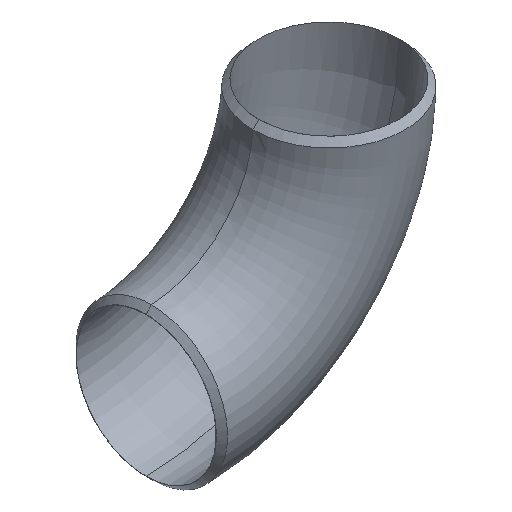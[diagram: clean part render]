
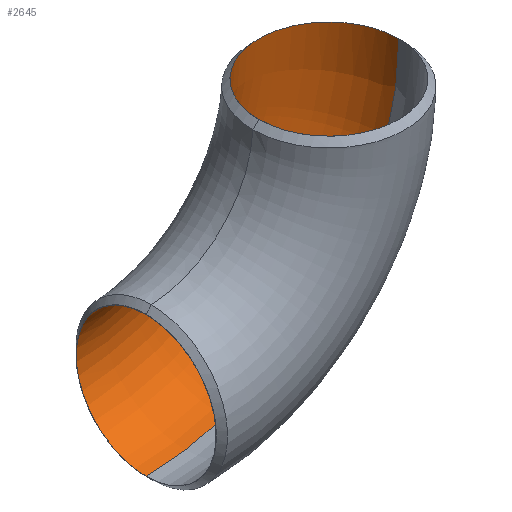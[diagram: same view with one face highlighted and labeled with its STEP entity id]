
A CAD part, isometric view. The second image highlights one B-rep face of the part: STEP entity #2645.
In plain terms, the highlighted toroidal (fillet/blend) face has major radius 95.3 mm and minor radius 36.5 mm.
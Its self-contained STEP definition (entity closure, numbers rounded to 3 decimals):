
#11 = CARTESIAN_POINT ( 'NONE',  ( 130.9, 8.311, -0.086 ) ) ;
#29 = CARTESIAN_POINT ( 'NONE',  ( 120.722, 26.235, -0.076 ) ) ;
#63 = CARTESIAN_POINT ( 'NONE',  ( 93.207, 36.44, -0.039 ) ) ;
#89 = FACE_OUTER_BOUND ( 'NONE', #1657, .T. ) ;
#124 = EDGE_CURVE ( 'NONE', #3295, #2155, #3358, .T. ) ;
#136 = B_SPLINE_CURVE_WITH_KNOTS ( 'NONE', 3,
 ( #3265, #2217, #2179, #11, #2757, #3300, #1665, #1612, #3017, #2161, #811, #29, #1047, #270, #2434, #1323, #1905, #1937, #772, #1358, #287, #3537, #544, #1647, #2967, #1869, #3032, #2471, #1340, #3519, #2740, #1376, #304, #575, #3049, #3333, #2555, #3389, #2819, #2537, #1707, #935, #315, #2033, #63, #3319, #1463, #1425, #648, #2265, #2012, #3107 ),
 .UNSPECIFIED., .F., .F.,
 ( 4, 2, 2, 2, 2, 2, 2, 2, 2, 2, 1, 1, 1, 1, 1, 1, 2, 2, 2, 2, 2, 2, 2, 1, 1, 1, 1, 2, 2, 2, 4 ),
 ( 0.5, 0.531, 0.563, 0.594, 0.625, 0.656, 0.688, 0.719, 0.734, 0.742, 0.746, 0.748, 0.749, 0.75, 0.75, 0.75, 0.75, 0.75, 0.781, 0.813, 0.844, 0.859, 0.867, 0.871, 0.873, 0.874, 0.875, 0.875, 0.875, 0.938, 1. ),
 .UNSPECIFIED. ) ;
#159 = CIRCLE ( 'NONE', #1242, 36.5 ) ;
#270 = CARTESIAN_POINT ( 'NONE',  ( 117.51, 28.998, -0.072 ) ) ;
#284 = EDGE_CURVE ( 'NONE', #701, #804, #1983, .T. ) ;
#287 = CARTESIAN_POINT ( 'NONE',  ( 112.743, 32.063, -0.067 ) ) ;
#304 = CARTESIAN_POINT ( 'NONE',  ( 104.001, 35.486, -0.056 ) ) ;
#315 = CARTESIAN_POINT ( 'NONE',  ( 93.319, 36.446, -0.039 ) ) ;
#323 = EDGE_CURVE ( 'NONE', #2428, #2155, #1183, .T. ) ;
#544 = CARTESIAN_POINT ( 'NONE',  ( 112.414, 32.239, -0.067 ) ) ;
#575 = CARTESIAN_POINT ( 'NONE',  ( 100.759, 36.127, -0.051 ) ) ;
#599 = AXIS2_PLACEMENT_3D ( 'NONE', #2830, #1736, #676 ) ;
#648 = CARTESIAN_POINT ( 'NONE',  ( 86.466, 35.569, -0.027 ) ) ;
#676 = DIRECTION ( 'NONE',  ( 0., 0., -1. ) ) ;
#701 = VERTEX_POINT ( 'NONE', #2123 ) ;
#772 = CARTESIAN_POINT ( 'NONE',  ( 113.313, 31.747, -0.068 ) ) ;
#800 = CARTESIAN_POINT ( 'NONE',  ( 74.626, 30.08, 0. ) ) ;
#804 = VERTEX_POINT ( 'NONE', #2900 ) ;
#811 = CARTESIAN_POINT ( 'NONE',  ( 122.817, 24.028, -0.078 ) ) ;
#935 = CARTESIAN_POINT ( 'NONE',  ( 93.476, 36.455, -0.039 ) ) ;
#1047 = CARTESIAN_POINT ( 'NONE',  ( 119.652, 27.225, -0.075 ) ) ;
#1077 = CARTESIAN_POINT ( 'NONE',  ( 95.3, 0., 0. ) ) ;
#1136 = CARTESIAN_POINT ( 'NONE',  ( 0., 0., -58.8 ) ) ;
#1183 = CIRCLE ( 'NONE', #2453, 58.8 ) ;
#1223 = CARTESIAN_POINT ( 'NONE',  ( 0., 0., 0. ) ) ;
#1242 = AXIS2_PLACEMENT_3D ( 'NONE', #3118, #2297, #3379 ) ;
#1291 = DIRECTION ( 'NONE',  ( 0., 0., -1. ) ) ;
#1323 = CARTESIAN_POINT ( 'NONE',  ( 114.862, 30.822, -0.069 ) ) ;
#1340 = CARTESIAN_POINT ( 'NONE',  ( 112.307, 32.295, -0.066 ) ) ;
#1357 = AXIS2_PLACEMENT_3D ( 'NONE', #1077, #1624, #3222 ) ;
#1358 = CARTESIAN_POINT ( 'NONE',  ( 112.933, 31.959, -0.067 ) ) ;
#1376 = CARTESIAN_POINT ( 'NONE',  ( 105.654, 35.045, -0.058 ) ) ;
#1425 = CARTESIAN_POINT ( 'NONE',  ( 89.778, 36.239, -0.033 ) ) ;
#1463 = CARTESIAN_POINT ( 'NONE',  ( 93.175, 36.438, -0.039 ) ) ;
#1612 = CARTESIAN_POINT ( 'NONE',  ( 126.705, 18.686, -0.082 ) ) ;
#1624 = DIRECTION ( 'NONE',  ( 0., 0., 1. ) ) ;
#1647 = CARTESIAN_POINT ( 'NONE',  ( 112.359, 32.268, -0.066 ) ) ;
#1657 = EDGE_LOOP ( 'NONE', ( #2118, #3259, #2699, #1882, #2962 ) ) ;
#1665 = CARTESIAN_POINT ( 'NONE',  ( 128.376, 15.536, -0.084 ) ) ;
#1707 = CARTESIAN_POINT ( 'NONE',  ( 93.792, 36.47, -0.04 ) ) ;
#1736 = DIRECTION ( 'NONE',  ( 0., -1., 0. ) ) ;
#1783 = CARTESIAN_POINT ( 'NONE',  ( 0., 0., 0. ) ) ;
#1869 = CARTESIAN_POINT ( 'NONE',  ( 112.318, 32.29, -0.066 ) ) ;
#1882 = ORIENTED_EDGE ( 'NONE', *, *, #124, .T. ) ;
#1905 = CARTESIAN_POINT ( 'NONE',  ( 114.34, 31.146, -0.069 ) ) ;
#1937 = CARTESIAN_POINT ( 'NONE',  ( 113.569, 31.601, -0.068 ) ) ;
#1983 = CIRCLE ( 'NONE', #2268, 131.8 ) ;
#2012 = CARTESIAN_POINT ( 'NONE',  ( 77.283, 31.906, -0.007 ) ) ;
#2033 = CARTESIAN_POINT ( 'NONE',  ( 93.24, 36.442, -0.039 ) ) ;
#2044 = DIRECTION ( 'NONE',  ( 0., -1., 0. ) ) ;
#2060 = DIRECTION ( 'NONE',  ( 0., -1., 0. ) ) ;
#2118 = ORIENTED_EDGE ( 'NONE', *, *, #2601, .F. ) ;
#2123 = CARTESIAN_POINT ( 'NONE',  ( 0., 0., -131.8 ) ) ;
#2134 = EDGE_CURVE ( 'NONE', #804, #3295, #136, .T. ) ;
#2155 = VERTEX_POINT ( 'NONE', #3127 ) ;
#2161 = CARTESIAN_POINT ( 'NONE',  ( 123.841, 22.812, -0.079 ) ) ;
#2179 = CARTESIAN_POINT ( 'NONE',  ( 131.605, 4.284, -0.087 ) ) ;
#2217 = CARTESIAN_POINT ( 'NONE',  ( 131.8, 2.175, -0.087 ) ) ;
#2265 = CARTESIAN_POINT ( 'NONE',  ( 80.218, 33.402, -0.014 ) ) ;
#2268 = AXIS2_PLACEMENT_3D ( 'NONE', #1223, #2044, #1291 ) ;
#2297 = DIRECTION ( 'NONE',  ( 1., 0., 0. ) ) ;
#2428 = VERTEX_POINT ( 'NONE', #1136 ) ;
#2434 = CARTESIAN_POINT ( 'NONE',  ( 116.439, 29.782, -0.071 ) ) ;
#2453 = AXIS2_PLACEMENT_3D ( 'NONE', #1783, #2060, #3188 ) ;
#2471 = CARTESIAN_POINT ( 'NONE',  ( 112.308, 32.295, -0.066 ) ) ;
#2537 = CARTESIAN_POINT ( 'NONE',  ( 94.065, 36.48, -0.04 ) ) ;
#2555 = CARTESIAN_POINT ( 'NONE',  ( 96.1, 36.499, -0.044 ) ) ;
#2561 = TOROIDAL_SURFACE ( 'NONE', #599, 95.3, 36.5 ) ;
#2601 = EDGE_CURVE ( 'NONE', #701, #2428, #159, .T. ) ;
#2645 = ADVANCED_FACE ( 'NONE', ( #89 ), #2561, .F. ) ;
#2699 = ORIENTED_EDGE ( 'NONE', *, *, #2134, .T. ) ;
#2740 = CARTESIAN_POINT ( 'NONE',  ( 108.978, 33.886, -0.062 ) ) ;
#2757 = CARTESIAN_POINT ( 'NONE',  ( 130.389, 10.229, -0.085 ) ) ;
#2819 = CARTESIAN_POINT ( 'NONE',  ( 94.613, 36.495, -0.041 ) ) ;
#2830 = CARTESIAN_POINT ( 'NONE',  ( 0., 0., 0. ) ) ;
#2900 = CARTESIAN_POINT ( 'NONE',  ( 131.8, 0., -0.087 ) ) ;
#2962 = ORIENTED_EDGE ( 'NONE', *, *, #323, .F. ) ;
#2967 = CARTESIAN_POINT ( 'NONE',  ( 112.331, 32.283, -0.066 ) ) ;
#3017 = CARTESIAN_POINT ( 'NONE',  ( 125.785, 20.141, -0.081 ) ) ;
#3032 = CARTESIAN_POINT ( 'NONE',  ( 112.312, 32.293, -0.066 ) ) ;
#3049 = CARTESIAN_POINT ( 'NONE',  ( 99.17, 36.327, -0.049 ) ) ;
#3107 = CARTESIAN_POINT ( 'NONE',  ( 74.626, 30.08, 0. ) ) ;
#3118 = CARTESIAN_POINT ( 'NONE',  ( 0., 0., -95.3 ) ) ;
#3127 = CARTESIAN_POINT ( 'NONE',  ( 58.8, 0., 0. ) ) ;
#3188 = DIRECTION ( 'NONE',  ( 0., 0., -1. ) ) ;
#3222 = DIRECTION ( 'NONE',  ( 1., 0., 0. ) ) ;
#3259 = ORIENTED_EDGE ( 'NONE', *, *, #284, .T. ) ;
#3265 = CARTESIAN_POINT ( 'NONE',  ( 131.8, 0., -0.087 ) ) ;
#3295 = VERTEX_POINT ( 'NONE', #800 ) ;
#3300 = CARTESIAN_POINT ( 'NONE',  ( 129.128, 13.842, -0.084 ) ) ;
#3319 = CARTESIAN_POINT ( 'NONE',  ( 93.184, 36.439, -0.039 ) ) ;
#3333 = CARTESIAN_POINT ( 'NONE',  ( 96.858, 36.475, -0.045 ) ) ;
#3358 = CIRCLE ( 'NONE', #1357, 36.5 ) ;
#3379 = DIRECTION ( 'NONE',  ( 0., 0., -1. ) ) ;
#3389 = CARTESIAN_POINT ( 'NONE',  ( 94.982, 36.501, -0.042 ) ) ;
#3519 = CARTESIAN_POINT ( 'NONE',  ( 110.65, 33.168, -0.064 ) ) ;
#3537 = CARTESIAN_POINT ( 'NONE',  ( 112.523, 32.181, -0.067 ) ) ;
